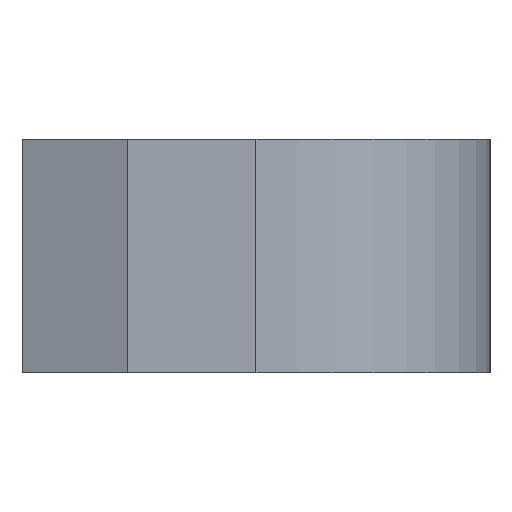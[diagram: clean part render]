
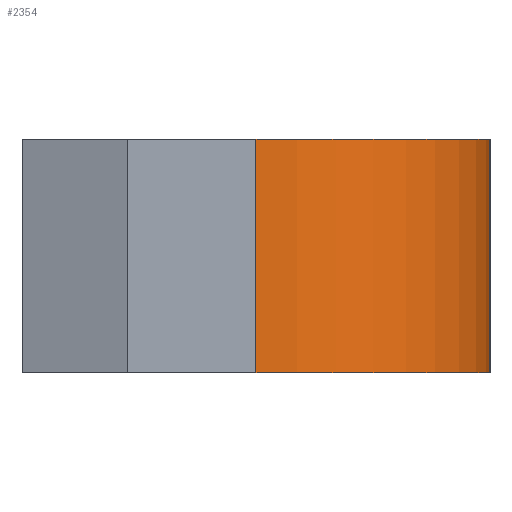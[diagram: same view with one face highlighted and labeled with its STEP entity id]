
A CAD part, left-side view. The second image highlights one B-rep face of the part: STEP entity #2354.
In plain terms, the highlighted cylindrical face has radius 5 mm (diameter 10 mm), a partial arc.
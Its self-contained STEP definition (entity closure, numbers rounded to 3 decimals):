
#434 = CARTESIAN_POINT ( 'NONE',  ( 5., -7.75, 0. ) ) ;
#470 = DIRECTION ( 'NONE',  ( 0., 0., -1. ) ) ;
#519 = VERTEX_POINT ( 'NONE', #434 ) ;
#583 = EDGE_LOOP ( 'NONE', ( #4058, #1999, #4778, #4746 ) ) ;
#586 = AXIS2_PLACEMENT_3D ( 'NONE', #2421, #470, #1628 ) ;
#618 = DIRECTION ( 'NONE',  ( 1., 0., 0. ) ) ;
#765 = CYLINDRICAL_SURFACE ( 'NONE', #836, 5. ) ;
#836 = AXIS2_PLACEMENT_3D ( 'NONE', #3388, #2258, #4176 ) ;
#987 = LINE ( 'NONE', #2493, #1644 ) ;
#1367 = FACE_OUTER_BOUND ( 'NONE', #583, .T. ) ;
#1375 = EDGE_CURVE ( 'NONE', #519, #3750, #4812, .T. ) ;
#1513 = EDGE_CURVE ( 'NONE', #3699, #519, #3717, .T. ) ;
#1628 = DIRECTION ( 'NONE',  ( 1., 0., 0. ) ) ;
#1644 = VECTOR ( 'NONE', #4031, 1000. ) ;
#1826 = CARTESIAN_POINT ( 'NONE',  ( 0., -2.75, 5. ) ) ;
#1899 = CIRCLE ( 'NONE', #2225, 5. ) ;
#1999 = ORIENTED_EDGE ( 'NONE', *, *, #2292, .F. ) ;
#2225 = AXIS2_PLACEMENT_3D ( 'NONE', #2574, #2882, #618 ) ;
#2258 = DIRECTION ( 'NONE',  ( 0., 0., -1. ) ) ;
#2292 = EDGE_CURVE ( 'NONE', #3750, #2392, #987, .T. ) ;
#2311 = CARTESIAN_POINT ( 'NONE',  ( 5., -7.75, 5. ) ) ;
#2354 = ADVANCED_FACE ( 'NONE', ( #1367 ), #765, .T. ) ;
#2392 = VERTEX_POINT ( 'NONE', #1826 ) ;
#2421 = CARTESIAN_POINT ( 'NONE',  ( 5., -2.75, 0. ) ) ;
#2493 = CARTESIAN_POINT ( 'NONE',  ( 0., -2.75, 5. ) ) ;
#2574 = CARTESIAN_POINT ( 'NONE',  ( 5., -2.75, 5. ) ) ;
#2700 = VECTOR ( 'NONE', #4070, 1000. ) ;
#2882 = DIRECTION ( 'NONE',  ( 0., 0., 1. ) ) ;
#2925 = CARTESIAN_POINT ( 'NONE',  ( 0., -2.75, 0. ) ) ;
#3388 = CARTESIAN_POINT ( 'NONE',  ( 5., -2.75, 5. ) ) ;
#3699 = VERTEX_POINT ( 'NONE', #2311 ) ;
#3717 = LINE ( 'NONE', #4793, #2700 ) ;
#3750 = VERTEX_POINT ( 'NONE', #2925 ) ;
#3802 = EDGE_CURVE ( 'NONE', #2392, #3699, #1899, .T. ) ;
#4031 = DIRECTION ( 'NONE',  ( 0., 0., 1. ) ) ;
#4058 = ORIENTED_EDGE ( 'NONE', *, *, #3802, .F. ) ;
#4070 = DIRECTION ( 'NONE',  ( 0., 0., -1. ) ) ;
#4176 = DIRECTION ( 'NONE',  ( -1., 0., 0. ) ) ;
#4746 = ORIENTED_EDGE ( 'NONE', *, *, #1513, .F. ) ;
#4778 = ORIENTED_EDGE ( 'NONE', *, *, #1375, .F. ) ;
#4793 = CARTESIAN_POINT ( 'NONE',  ( 5., -7.75, 5. ) ) ;
#4812 = CIRCLE ( 'NONE', #586, 5. ) ;
